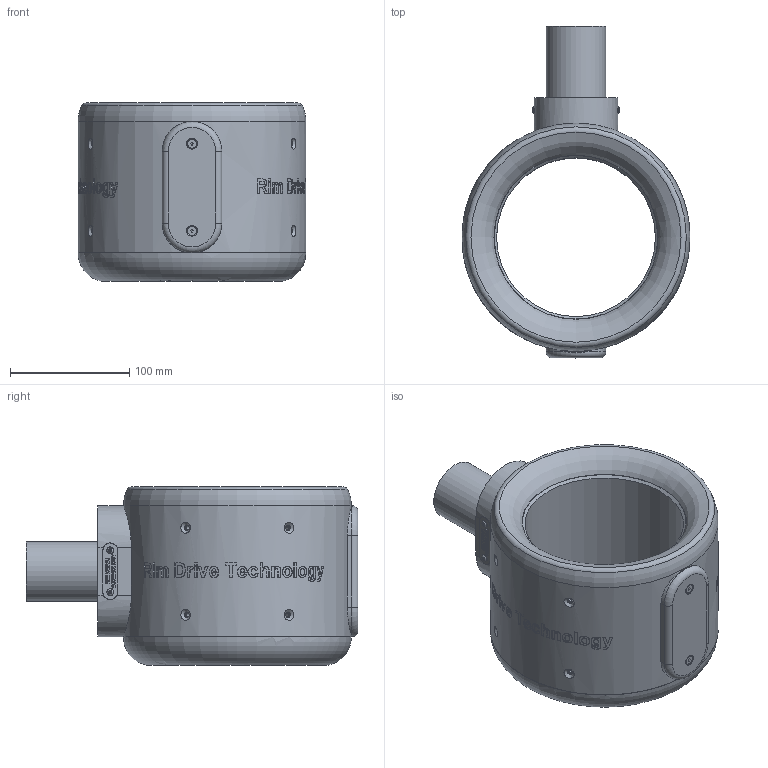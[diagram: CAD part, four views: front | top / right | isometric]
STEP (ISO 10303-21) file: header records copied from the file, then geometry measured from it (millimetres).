
FILE_DESCRIPTION (( 'STEP AP214' ), '1' );
FILE_NAME ('P-133-030-rev-E-PR.STEP', '2026-04-07T14:55:07', ( '' ), ( '' ), 'SwSTEP 2.0', 'SolidWorks 2024', '' );
FILE_SCHEMA (( 'AUTOMOTIVE_DESIGN' ));
Length unit declared in the file: millimetre
Products named in the file (1): P-133-030-rev-E-PR
Bounding box: 191 x 278 x 149.14 mm (x, y, z)
Volume: 2323935.7 mm3; surface area: 189136.1 mm2
Topology: 1 solids, 1 shells, 1118 faces, 2921 edges, 1923 vertices
Faces by surface type: plane 596, bspline 376, cylinder 99, cone 34, torus 9, sphere 4
Full cylindrical faces by diameter (mm): 3.3 x8, 4.5 x8, 5.7 x4, 7.64 x2, 8.5 x6, 50 x1, 133 x1, 191 x1
Entity records: 98855 total; most frequent: CARTESIAN_POINT 68241, ORIENTED_EDGE 5632, DIRECTION 3250, EDGE_CURVE 2816, VERTEX_POINT 1890, B_SPLINE_CURVE_WITH_KNOTS 1382, EDGE_LOOP 1310, FACE_OUTER_BOUND 1160
